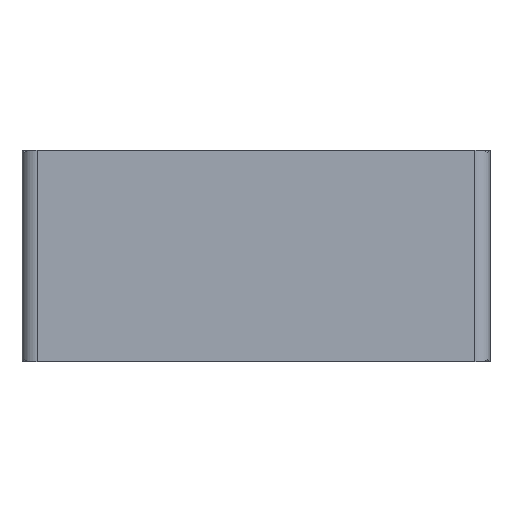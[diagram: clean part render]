
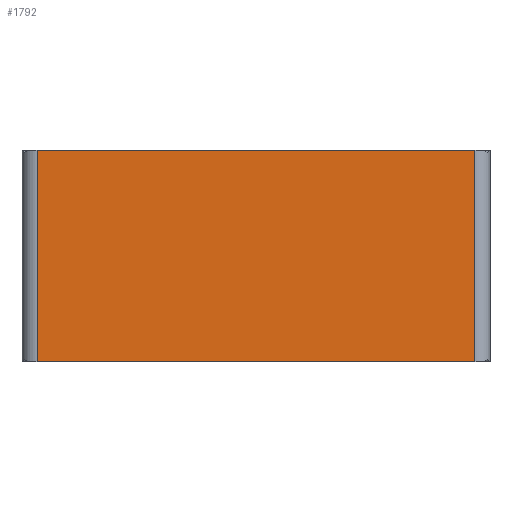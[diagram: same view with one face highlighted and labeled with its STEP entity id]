
A CAD part, front view. The second image highlights one B-rep face of the part: STEP entity #1792.
In plain terms, the highlighted planar face has unit normal (0, -1, 0).
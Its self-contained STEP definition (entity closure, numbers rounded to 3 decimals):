
#91 = DIRECTION ( 'NONE',  ( 0., 1., 0. ) ) ;
#636 = ORIENTED_EDGE ( 'NONE', *, *, #1113, .T. ) ;
#1007 = DIRECTION ( 'NONE',  ( 0., 0., 1. ) ) ;
#1113 = EDGE_CURVE ( 'NONE', #1885, #4509, #1976, .T. ) ;
#1120 = VECTOR ( 'NONE', #5829, 1000. ) ;
#1237 = EDGE_CURVE ( 'NONE', #4114, #1455, #3415, .T. ) ;
#1455 = VERTEX_POINT ( 'NONE', #5201 ) ;
#1533 = ORIENTED_EDGE ( 'NONE', *, *, #1237, .T. ) ;
#1792 = ADVANCED_FACE ( 'NONE', ( #3772 ), #3298, .F. ) ;
#1885 = VERTEX_POINT ( 'NONE', #5558 ) ;
#1976 = LINE ( 'NONE', #4909, #1120 ) ;
#2335 = CARTESIAN_POINT ( 'NONE',  ( -31., -20., 0. ) ) ;
#2512 = CARTESIAN_POINT ( 'NONE',  ( -31., -20., 28. ) ) ;
#2691 = LINE ( 'NONE', #2512, #3763 ) ;
#2786 = CARTESIAN_POINT ( 'NONE',  ( -31., -20., 28. ) ) ;
#2967 = VECTOR ( 'NONE', #3711, 1000. ) ;
#2968 = DIRECTION ( 'NONE',  ( 1., 0., 0. ) ) ;
#2994 = CARTESIAN_POINT ( 'NONE',  ( -29., -20., 0. ) ) ;
#3298 = PLANE ( 'NONE',  #5463 ) ;
#3415 = LINE ( 'NONE', #5044, #3995 ) ;
#3593 = DIRECTION ( 'NONE',  ( 0., 0., 1. ) ) ;
#3711 = DIRECTION ( 'NONE',  ( 1., 0., 0. ) ) ;
#3763 = VECTOR ( 'NONE', #2968, 1000. ) ;
#3772 = FACE_OUTER_BOUND ( 'NONE', #5081, .T. ) ;
#3995 = VECTOR ( 'NONE', #3593, 1000. ) ;
#4114 = VERTEX_POINT ( 'NONE', #4295 ) ;
#4182 = LINE ( 'NONE', #2335, #2967 ) ;
#4295 = CARTESIAN_POINT ( 'NONE',  ( 29., -20., 0. ) ) ;
#4483 = EDGE_CURVE ( 'NONE', #1885, #1455, #2691, .T. ) ;
#4509 = VERTEX_POINT ( 'NONE', #2994 ) ;
#4813 = EDGE_CURVE ( 'NONE', #4509, #4114, #4182, .T. ) ;
#4896 = ORIENTED_EDGE ( 'NONE', *, *, #4483, .F. ) ;
#4909 = CARTESIAN_POINT ( 'NONE',  ( -29., -20., 28. ) ) ;
#5044 = CARTESIAN_POINT ( 'NONE',  ( 29., -20., 28. ) ) ;
#5081 = EDGE_LOOP ( 'NONE', ( #5937, #1533, #4896, #636 ) ) ;
#5201 = CARTESIAN_POINT ( 'NONE',  ( 29., -20., 28. ) ) ;
#5463 = AXIS2_PLACEMENT_3D ( 'NONE', #2786, #91, #1007 ) ;
#5558 = CARTESIAN_POINT ( 'NONE',  ( -29., -20., 28. ) ) ;
#5829 = DIRECTION ( 'NONE',  ( 0., 0., -1. ) ) ;
#5937 = ORIENTED_EDGE ( 'NONE', *, *, #4813, .T. ) ;
